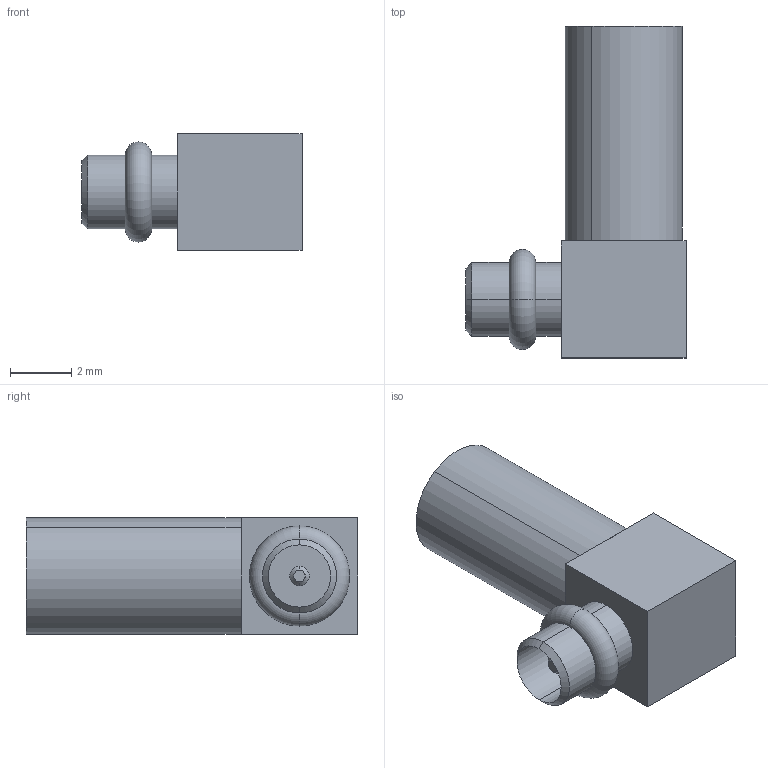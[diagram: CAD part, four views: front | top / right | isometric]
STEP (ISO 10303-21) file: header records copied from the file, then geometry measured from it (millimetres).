
FILE_DESCRIPTION (( 'STEP AP203' ), '1' );
FILE_NAME ('BAC510.STEP', '2006-06-23T18:21:18', ( 'lcom' ), ( 'lcom' ), 'SwSTEP 2.0', 'SolidWorks 2006004', '' );
FILE_SCHEMA (( 'CONFIG_CONTROL_DESIGN' ));
Length unit declared in the file: inch
Products named in the file (4): BAC510-MA2; BAC510-MA3; BAC510-MA1; BAC510
Assembly tree (3 placements, depth 2):
  BAC510
    BAC510-MA3
    BAC510-MA2
    BAC510-MA1
Bounding box: 7.18 x 10.82 x 3.81 mm (x, y, z)
Volume: 100 mm3; surface area: 372.3 mm2
Topology: 3 solids, 3 shells, 41 faces, 80 edges, 50 vertices
Faces by surface type: cylinder 20, plane 15, cone 4, torus 2
Entity records: 1484 total; most frequent: DIRECTION 218, CARTESIAN_POINT 177, ORIENTED_EDGE 160, AXIS2_PLACEMENT_3D 91, EDGE_CURVE 80, VERTEX_POINT 50, EDGE_LOOP 48, CIRCLE 44
